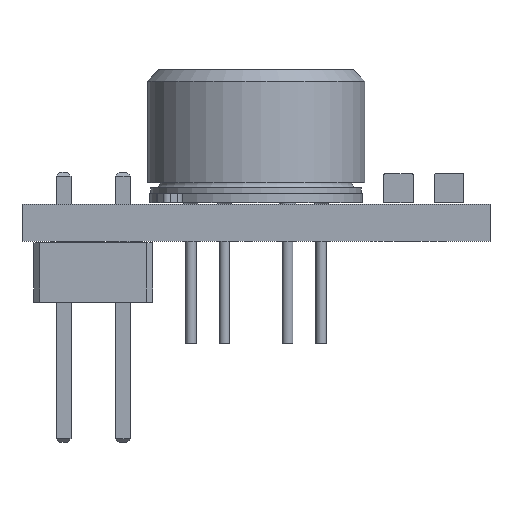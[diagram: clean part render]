
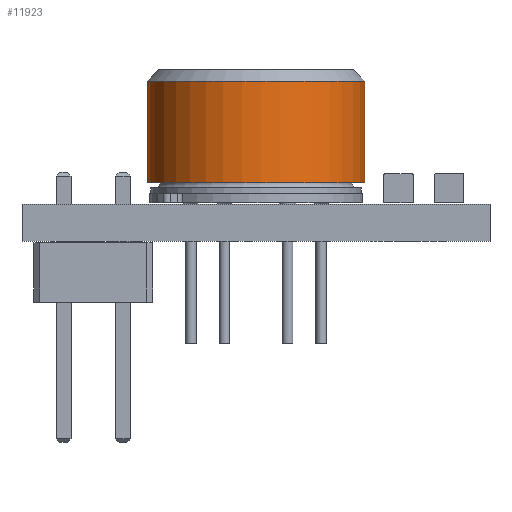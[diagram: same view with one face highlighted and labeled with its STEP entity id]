
A CAD part, front view. The second image highlights one B-rep face of the part: STEP entity #11923.
In plain terms, the highlighted cylindrical face has radius 4.65 mm (diameter 9.3 mm), a full revolution.
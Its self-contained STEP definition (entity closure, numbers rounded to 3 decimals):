
#11923 = ADVANCED_FACE('',(#11924),#11937,.T.);
#11924 = FACE_BOUND('',#11925,.T.);
#11925 = EDGE_LOOP('',(#11926,#11964,#11986,#12037,#12081));
#11926 = ORIENTED_EDGE('',*,*,#11927,.F.);
#11927 = EDGE_CURVE('',#11928,#11928,#11930,.T.);
#11928 = VERTEX_POINT('',#11929);
#11929 = CARTESIAN_POINT('',(0.,-4.65,
    0.85));
#11930 = SURFACE_CURVE('',#11931,(#11936,#11948),.PCURVE_S1.);
#11931 = CIRCLE('',#11932,4.65);
#11932 = AXIS2_PLACEMENT_3D('',#11933,#11934,#11935);
#11933 = CARTESIAN_POINT('',(0.,0.,
    0.85));
#11934 = DIRECTION('',(-0.,-0.,-1.));
#11935 = DIRECTION('',(0.,-1.,0.));
#11936 = PCURVE('',#11937,#11942);
#11937 = CYLINDRICAL_SURFACE('',#11938,4.65);
#11938 = AXIS2_PLACEMENT_3D('',#11939,#11940,#11941);
#11939 = CARTESIAN_POINT('',(0.,0.,
    49.031));
#11940 = DIRECTION('',(-0.,0.,-1.));
#11941 = DIRECTION('',(0.,-1.,0.));
#11942 = DEFINITIONAL_REPRESENTATION('',(#11943),#11947);
#11943 = LINE('',#11944,#11945);
#11944 = CARTESIAN_POINT('',(0.,48.181));
#11945 = VECTOR('',#11946,1.);
#11946 = DIRECTION('',(1.,0.));
#11947 = ( GEOMETRIC_REPRESENTATION_CONTEXT(2) 
PARAMETRIC_REPRESENTATION_CONTEXT() REPRESENTATION_CONTEXT('2D SPACE',''
  ) );
#11948 = PCURVE('',#11949,#11954);
#11949 = PLANE('',#11950);
#11950 = AXIS2_PLACEMENT_3D('',#11951,#11952,#11953);
#11951 = CARTESIAN_POINT('',(0.,0.,
    0.85));
#11952 = DIRECTION('',(0.,0.,1.));
#11953 = DIRECTION('',(1.,0.,0.));
#11954 = DEFINITIONAL_REPRESENTATION('',(#11955),#11963);
#11955 = ( BOUNDED_CURVE() B_SPLINE_CURVE(2,(#11956,#11957,#11958,#11959
    ,#11960,#11961,#11962),.UNSPECIFIED.,.T.,.F.) 
B_SPLINE_CURVE_WITH_KNOTS((1,2,2,2,2,1),(-2.094,0.,
    2.094,4.189,6.283,8.378),
.UNSPECIFIED.) CURVE() GEOMETRIC_REPRESENTATION_ITEM() 
RATIONAL_B_SPLINE_CURVE((1.,0.5,1.,0.5,1.,0.5,1.)) REPRESENTATION_ITEM(
  '') );
#11956 = CARTESIAN_POINT('',(0.,-4.65));
#11957 = CARTESIAN_POINT('',(-8.054,-4.65));
#11958 = CARTESIAN_POINT('',(-4.027,2.325));
#11959 = CARTESIAN_POINT('',(0.,9.3));
#11960 = CARTESIAN_POINT('',(4.027,2.325));
#11961 = CARTESIAN_POINT('',(8.054,-4.65));
#11962 = CARTESIAN_POINT('',(0.,-4.65));
#11963 = ( GEOMETRIC_REPRESENTATION_CONTEXT(2) 
PARAMETRIC_REPRESENTATION_CONTEXT() REPRESENTATION_CONTEXT('2D SPACE',''
  ) );
#11964 = ORIENTED_EDGE('',*,*,#11965,.F.);
#11965 = EDGE_CURVE('',#11966,#11928,#11968,.T.);
#11966 = VERTEX_POINT('',#11967);
#11967 = CARTESIAN_POINT('',(0.,-4.65,
    5.2));
#11968 = SEAM_CURVE('',#11969,(#11972,#11979),.PCURVE_S1.);
#11969 = B_SPLINE_CURVE_WITH_KNOTS('',1,(#11970,#11971),.UNSPECIFIED.,
  .F.,.F.,(2,2),(43.831,48.181),
  .PIECEWISE_BEZIER_KNOTS.);
#11970 = CARTESIAN_POINT('',(0.,-4.65,
    5.2));
#11971 = CARTESIAN_POINT('',(0.,-4.65,
    0.85));
#11972 = PCURVE('',#11937,#11973);
#11973 = DEFINITIONAL_REPRESENTATION('',(#11974),#11978);
#11974 = LINE('',#11975,#11976);
#11975 = CARTESIAN_POINT('',(0.,0.));
#11976 = VECTOR('',#11977,1.);
#11977 = DIRECTION('',(0.,1.));
#11978 = ( GEOMETRIC_REPRESENTATION_CONTEXT(2) 
PARAMETRIC_REPRESENTATION_CONTEXT() REPRESENTATION_CONTEXT('2D SPACE',''
  ) );
#11979 = PCURVE('',#11937,#11980);
#11980 = DEFINITIONAL_REPRESENTATION('',(#11981),#11985);
#11981 = LINE('',#11982,#11983);
#11982 = CARTESIAN_POINT('',(6.283,0.));
#11983 = VECTOR('',#11984,1.);
#11984 = DIRECTION('',(0.,1.));
#11985 = ( GEOMETRIC_REPRESENTATION_CONTEXT(2) 
PARAMETRIC_REPRESENTATION_CONTEXT() REPRESENTATION_CONTEXT('2D SPACE',''
  ) );
#11986 = ORIENTED_EDGE('',*,*,#11987,.F.);
#11987 = EDGE_CURVE('',#11988,#11966,#11990,.T.);
#11988 = VERTEX_POINT('',#11989);
#11989 = CARTESIAN_POINT('',(0.,4.65,
    5.2));
#11990 = SURFACE_CURVE('',#11991,(#11996,#12003),.PCURVE_S1.);
#11991 = CIRCLE('',#11992,4.65);
#11992 = AXIS2_PLACEMENT_3D('',#11993,#11994,#11995);
#11993 = CARTESIAN_POINT('',(0.,0.,
    5.2));
#11994 = DIRECTION('',(-0.,0.,1.));
#11995 = DIRECTION('',(0.,-1.,0.));
#11996 = PCURVE('',#11937,#11997);
#11997 = DEFINITIONAL_REPRESENTATION('',(#11998),#12002);
#11998 = LINE('',#11999,#12000);
#11999 = CARTESIAN_POINT('',(6.283,43.831));
#12000 = VECTOR('',#12001,1.);
#12001 = DIRECTION('',(-1.,0.));
#12002 = ( GEOMETRIC_REPRESENTATION_CONTEXT(2) 
PARAMETRIC_REPRESENTATION_CONTEXT() REPRESENTATION_CONTEXT('2D SPACE',''
  ) );
#12003 = PCURVE('',#12004,#12009);
#12004 = CONICAL_SURFACE('',#12005,4.4,0.785);
#12005 = AXIS2_PLACEMENT_3D('',#12006,#12007,#12008);
#12006 = CARTESIAN_POINT('',(0.,0.,
    5.45));
#12007 = DIRECTION('',(0.,0.,-1.));
#12008 = DIRECTION('',(0.,1.,0.));
#12009 = DEFINITIONAL_REPRESENTATION('',(#12010),#12036);
#12010 = B_SPLINE_CURVE_WITH_KNOTS('',3,(#12011,#12012,#12013,#12014,
    #12015,#12016,#12017,#12018,#12019,#12020,#12021,#12022,#12023,
    #12024,#12025,#12026,#12027,#12028,#12029,#12030,#12031,#12032,
    #12033,#12034,#12035),.UNSPECIFIED.,.F.,.F.,(4,1,1,1,1,1,1,1,1,1,1,1
    ,1,1,1,1,1,1,1,1,1,1,4),(0.,0.286,0.571,
    0.857,1.142,1.428,1.714,
    1.999,2.285,2.57,2.856,
    3.142,3.427,3.713,3.998,
    4.284,4.57,4.855,5.141,
    5.426,5.712,5.998,6.283),
  .QUASI_UNIFORM_KNOTS.);
#12011 = CARTESIAN_POINT('',(9.425,0.25));
#12012 = CARTESIAN_POINT('',(9.33,0.25));
#12013 = CARTESIAN_POINT('',(9.139,0.25));
#12014 = CARTESIAN_POINT('',(8.854,0.25));
#12015 = CARTESIAN_POINT('',(8.568,0.25));
#12016 = CARTESIAN_POINT('',(8.282,0.25));
#12017 = CARTESIAN_POINT('',(7.997,0.25));
#12018 = CARTESIAN_POINT('',(7.711,0.25));
#12019 = CARTESIAN_POINT('',(7.426,0.25));
#12020 = CARTESIAN_POINT('',(7.14,0.25));
#12021 = CARTESIAN_POINT('',(6.854,0.25));
#12022 = CARTESIAN_POINT('',(6.569,0.25));
#12023 = CARTESIAN_POINT('',(6.283,0.25));
#12024 = CARTESIAN_POINT('',(5.998,0.25));
#12025 = CARTESIAN_POINT('',(5.712,0.25));
#12026 = CARTESIAN_POINT('',(5.426,0.25));
#12027 = CARTESIAN_POINT('',(5.141,0.25));
#12028 = CARTESIAN_POINT('',(4.855,0.25));
#12029 = CARTESIAN_POINT('',(4.57,0.25));
#12030 = CARTESIAN_POINT('',(4.284,0.25));
#12031 = CARTESIAN_POINT('',(3.998,0.25));
#12032 = CARTESIAN_POINT('',(3.713,0.25));
#12033 = CARTESIAN_POINT('',(3.427,0.25));
#12034 = CARTESIAN_POINT('',(3.237,0.25));
#12035 = CARTESIAN_POINT('',(3.142,0.25));
#12036 = ( GEOMETRIC_REPRESENTATION_CONTEXT(2) 
PARAMETRIC_REPRESENTATION_CONTEXT() REPRESENTATION_CONTEXT('2D SPACE',''
  ) );
#12037 = ORIENTED_EDGE('',*,*,#12038,.F.);
#12038 = EDGE_CURVE('',#11966,#11988,#12039,.T.);
#12039 = SURFACE_CURVE('',#12040,(#12045,#12052),.PCURVE_S1.);
#12040 = CIRCLE('',#12041,4.65);
#12041 = AXIS2_PLACEMENT_3D('',#12042,#12043,#12044);
#12042 = CARTESIAN_POINT('',(0.,0.,
    5.2));
#12043 = DIRECTION('',(-0.,0.,1.));
#12044 = DIRECTION('',(0.,-1.,0.));
#12045 = PCURVE('',#11937,#12046);
#12046 = DEFINITIONAL_REPRESENTATION('',(#12047),#12051);
#12047 = LINE('',#12048,#12049);
#12048 = CARTESIAN_POINT('',(6.283,43.831));
#12049 = VECTOR('',#12050,1.);
#12050 = DIRECTION('',(-1.,0.));
#12051 = ( GEOMETRIC_REPRESENTATION_CONTEXT(2) 
PARAMETRIC_REPRESENTATION_CONTEXT() REPRESENTATION_CONTEXT('2D SPACE',''
  ) );
#12052 = PCURVE('',#12004,#12053);
#12053 = DEFINITIONAL_REPRESENTATION('',(#12054),#12080);
#12054 = B_SPLINE_CURVE_WITH_KNOTS('',3,(#12055,#12056,#12057,#12058,
    #12059,#12060,#12061,#12062,#12063,#12064,#12065,#12066,#12067,
    #12068,#12069,#12070,#12071,#12072,#12073,#12074,#12075,#12076,
    #12077,#12078,#12079),.UNSPECIFIED.,.F.,.F.,(4,1,1,1,1,1,1,1,1,1,1,1
    ,1,1,1,1,1,1,1,1,1,1,4),(0.,0.286,0.571,
    0.857,1.142,1.428,1.714,
    1.999,2.285,2.57,2.856,
    3.142,3.427,3.713,3.998,
    4.284,4.57,4.855,5.141,
    5.426,5.712,5.998,6.283),
  .QUASI_UNIFORM_KNOTS.);
#12055 = CARTESIAN_POINT('',(3.142,0.25));
#12056 = CARTESIAN_POINT('',(3.046,0.25));
#12057 = CARTESIAN_POINT('',(2.856,0.25));
#12058 = CARTESIAN_POINT('',(2.57,0.25));
#12059 = CARTESIAN_POINT('',(2.285,0.25));
#12060 = CARTESIAN_POINT('',(1.999,0.25));
#12061 = CARTESIAN_POINT('',(1.714,0.25));
#12062 = CARTESIAN_POINT('',(1.428,0.25));
#12063 = CARTESIAN_POINT('',(1.142,0.25));
#12064 = CARTESIAN_POINT('',(0.857,0.25));
#12065 = CARTESIAN_POINT('',(0.571,0.25));
#12066 = CARTESIAN_POINT('',(0.286,0.25));
#12067 = CARTESIAN_POINT('',(0.,0.25));
#12068 = CARTESIAN_POINT('',(-0.286,0.25));
#12069 = CARTESIAN_POINT('',(-0.571,0.25));
#12070 = CARTESIAN_POINT('',(-0.857,0.25));
#12071 = CARTESIAN_POINT('',(-1.142,0.25));
#12072 = CARTESIAN_POINT('',(-1.428,0.25));
#12073 = CARTESIAN_POINT('',(-1.714,0.25));
#12074 = CARTESIAN_POINT('',(-1.999,0.25));
#12075 = CARTESIAN_POINT('',(-2.285,0.25));
#12076 = CARTESIAN_POINT('',(-2.57,0.25));
#12077 = CARTESIAN_POINT('',(-2.856,0.25));
#12078 = CARTESIAN_POINT('',(-3.046,0.25));
#12079 = CARTESIAN_POINT('',(-3.142,0.25));
#12080 = ( GEOMETRIC_REPRESENTATION_CONTEXT(2) 
PARAMETRIC_REPRESENTATION_CONTEXT() REPRESENTATION_CONTEXT('2D SPACE',''
  ) );
#12081 = ORIENTED_EDGE('',*,*,#11965,.T.);
